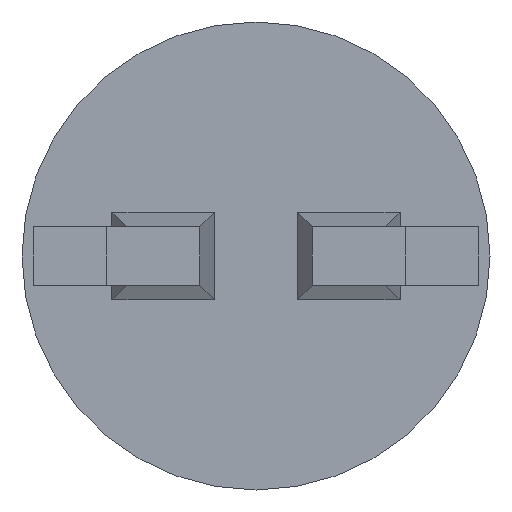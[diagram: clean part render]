
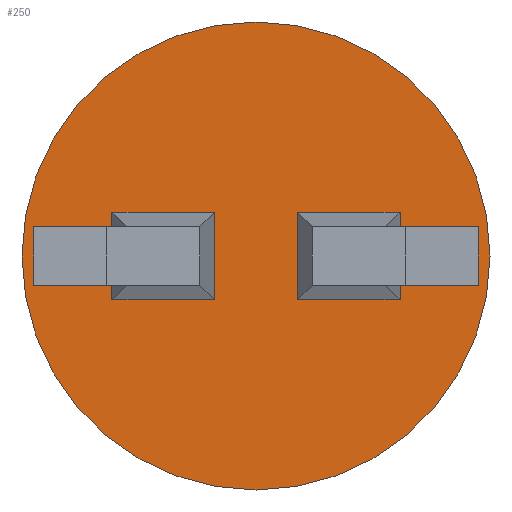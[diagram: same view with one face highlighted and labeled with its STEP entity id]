
A CAD part, front view. The second image highlights one B-rep face of the part: STEP entity #250.
In plain terms, the highlighted planar face has unit normal (0, -1, 0).
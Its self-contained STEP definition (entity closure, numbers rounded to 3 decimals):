
#5 = LINE ( 'NONE', #546, #420 ) ;
#51 = ORIENTED_EDGE ( 'NONE', *, *, #769, .T. ) ;
#62 = EDGE_CURVE ( 'NONE', #1368, #666, #451, .T. ) ;
#68 = CARTESIAN_POINT ( 'NONE',  ( 0.285, -1., 0.3 ) ) ;
#86 = DIRECTION ( 'NONE',  ( 0., 0., -1. ) ) ;
#96 = EDGE_LOOP ( 'NONE', ( #229, #883 ) ) ;
#126 = ORIENTED_EDGE ( 'NONE', *, *, #1455, .T. ) ;
#154 = CARTESIAN_POINT ( 'NONE',  ( -0.985, -1., -0.3 ) ) ;
#168 = EDGE_CURVE ( 'NONE', #687, #1062, #949, .T. ) ;
#229 = ORIENTED_EDGE ( 'NONE', *, *, #1431, .T. ) ;
#239 = LINE ( 'NONE', #337, #663 ) ;
#250 = ADVANCED_FACE ( 'NONE', ( #475, #352, #928 ), #1140, .T. ) ;
#261 = DIRECTION ( 'NONE',  ( -1., 0., 0. ) ) ;
#301 = VECTOR ( 'NONE', #730, 1000. ) ;
#305 = CARTESIAN_POINT ( 'NONE',  ( -0.285, -1., 0.3 ) ) ;
#315 = VERTEX_POINT ( 'NONE', #674 ) ;
#319 = CARTESIAN_POINT ( 'NONE',  ( 0.285, -1., -0.3 ) ) ;
#325 = CARTESIAN_POINT ( 'NONE',  ( -0.985, -1., 0.3 ) ) ;
#337 = CARTESIAN_POINT ( 'NONE',  ( -0.885, -1., -0.3 ) ) ;
#352 = FACE_BOUND ( 'NONE', #688, .T. ) ;
#365 = CARTESIAN_POINT ( 'NONE',  ( 0., -1., 1.6 ) ) ;
#379 = DIRECTION ( 'NONE',  ( 0., 0., -1. ) ) ;
#387 = CARTESIAN_POINT ( 'NONE',  ( 0., -1., -0.3 ) ) ;
#417 = ORIENTED_EDGE ( 'NONE', *, *, #1399, .T. ) ;
#420 = VECTOR ( 'NONE', #757, 1000. ) ;
#447 = DIRECTION ( 'NONE',  ( 0., 0., -1. ) ) ;
#450 = DIRECTION ( 'NONE',  ( 0., -1., 0. ) ) ;
#451 = LINE ( 'NONE', #853, #958 ) ;
#473 = DIRECTION ( 'NONE',  ( 0., -1., 0. ) ) ;
#475 = FACE_BOUND ( 'NONE', #788, .T. ) ;
#485 = LINE ( 'NONE', #493, #801 ) ;
#493 = CARTESIAN_POINT ( 'NONE',  ( -0.285, -1., 0. ) ) ;
#495 = CARTESIAN_POINT ( 'NONE',  ( 0.985, -1., 0. ) ) ;
#505 = EDGE_CURVE ( 'NONE', #690, #800, #485, .T. ) ;
#546 = CARTESIAN_POINT ( 'NONE',  ( 0.885, -1., 0.3 ) ) ;
#552 = CARTESIAN_POINT ( 'NONE',  ( 0.985, -1., 0.3 ) ) ;
#570 = AXIS2_PLACEMENT_3D ( 'NONE', #910, #473, #447 ) ;
#615 = ORIENTED_EDGE ( 'NONE', *, *, #939, .T. ) ;
#643 = ORIENTED_EDGE ( 'NONE', *, *, #505, .T. ) ;
#655 = DIRECTION ( 'NONE',  ( 0., 0., 1. ) ) ;
#663 = VECTOR ( 'NONE', #835, 1000. ) ;
#666 = VERTEX_POINT ( 'NONE', #325 ) ;
#674 = CARTESIAN_POINT ( 'NONE',  ( 0.985, -1., -0.3 ) ) ;
#680 = DIRECTION ( 'NONE',  ( 0., 0., -1. ) ) ;
#682 = VECTOR ( 'NONE', #261, 1000. ) ;
#687 = VERTEX_POINT ( 'NONE', #319 ) ;
#688 = EDGE_LOOP ( 'NONE', ( #126, #643, #51, #1529 ) ) ;
#690 = VERTEX_POINT ( 'NONE', #305 ) ;
#711 = ORIENTED_EDGE ( 'NONE', *, *, #168, .T. ) ;
#730 = DIRECTION ( 'NONE',  ( 0., 0., -1. ) ) ;
#738 = CARTESIAN_POINT ( 'NONE',  ( 0., -1., -1.6 ) ) ;
#757 = DIRECTION ( 'NONE',  ( 1., 0., 0. ) ) ;
#769 = EDGE_CURVE ( 'NONE', #800, #1368, #239, .T. ) ;
#778 = CARTESIAN_POINT ( 'NONE',  ( 0., -1., 0. ) ) ;
#788 = EDGE_LOOP ( 'NONE', ( #711, #417, #1221, #615 ) ) ;
#800 = VERTEX_POINT ( 'NONE', #1269 ) ;
#801 = VECTOR ( 'NONE', #379, 1000. ) ;
#819 = VERTEX_POINT ( 'NONE', #365 ) ;
#822 = EDGE_CURVE ( 'NONE', #917, #819, #1364, .T. ) ;
#835 = DIRECTION ( 'NONE',  ( -1., 0., 0. ) ) ;
#853 = CARTESIAN_POINT ( 'NONE',  ( -0.985, -1., 0. ) ) ;
#883 = ORIENTED_EDGE ( 'NONE', *, *, #822, .T. ) ;
#906 = CIRCLE ( 'NONE', #1463, 1.6 ) ;
#910 = CARTESIAN_POINT ( 'NONE',  ( 0., -1., 0. ) ) ;
#917 = VERTEX_POINT ( 'NONE', #738 ) ;
#928 = FACE_OUTER_BOUND ( 'NONE', #96, .T. ) ;
#939 = EDGE_CURVE ( 'NONE', #315, #687, #1189, .T. ) ;
#949 = LINE ( 'NONE', #1476, #1342 ) ;
#958 = VECTOR ( 'NONE', #1417, 1000. ) ;
#967 = AXIS2_PLACEMENT_3D ( 'NONE', #778, #1489, #86 ) ;
#975 = EDGE_CURVE ( 'NONE', #1181, #315, #1132, .T. ) ;
#1062 = VERTEX_POINT ( 'NONE', #68 ) ;
#1113 = CARTESIAN_POINT ( 'NONE',  ( 0., -1., 0.3 ) ) ;
#1132 = LINE ( 'NONE', #495, #301 ) ;
#1140 = PLANE ( 'NONE',  #967 ) ;
#1181 = VERTEX_POINT ( 'NONE', #552 ) ;
#1189 = LINE ( 'NONE', #387, #682 ) ;
#1221 = ORIENTED_EDGE ( 'NONE', *, *, #975, .T. ) ;
#1227 = DIRECTION ( 'NONE',  ( 1., 0., 0. ) ) ;
#1269 = CARTESIAN_POINT ( 'NONE',  ( -0.285, -1., -0.3 ) ) ;
#1337 = VECTOR ( 'NONE', #1227, 1000. ) ;
#1342 = VECTOR ( 'NONE', #655, 1000. ) ;
#1364 = CIRCLE ( 'NONE', #570, 1.6 ) ;
#1368 = VERTEX_POINT ( 'NONE', #154 ) ;
#1385 = CARTESIAN_POINT ( 'NONE',  ( 0., -1., 0. ) ) ;
#1399 = EDGE_CURVE ( 'NONE', #1062, #1181, #5, .T. ) ;
#1417 = DIRECTION ( 'NONE',  ( 0., 0., 1. ) ) ;
#1428 = LINE ( 'NONE', #1113, #1337 ) ;
#1431 = EDGE_CURVE ( 'NONE', #819, #917, #906, .T. ) ;
#1455 = EDGE_CURVE ( 'NONE', #666, #690, #1428, .T. ) ;
#1463 = AXIS2_PLACEMENT_3D ( 'NONE', #1385, #450, #680 ) ;
#1476 = CARTESIAN_POINT ( 'NONE',  ( 0.285, -1., 0. ) ) ;
#1489 = DIRECTION ( 'NONE',  ( 0., -1., 0. ) ) ;
#1529 = ORIENTED_EDGE ( 'NONE', *, *, #62, .T. ) ;
